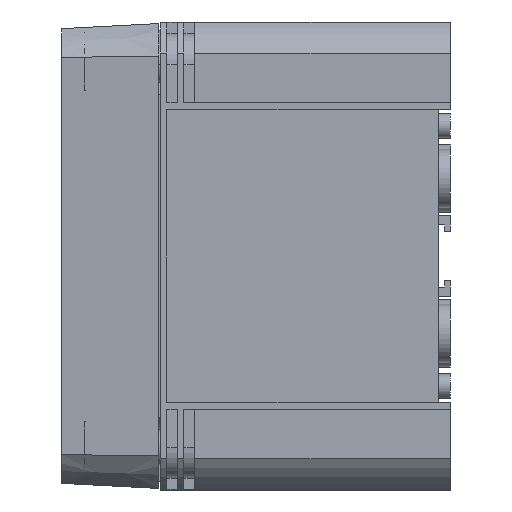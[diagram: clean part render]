
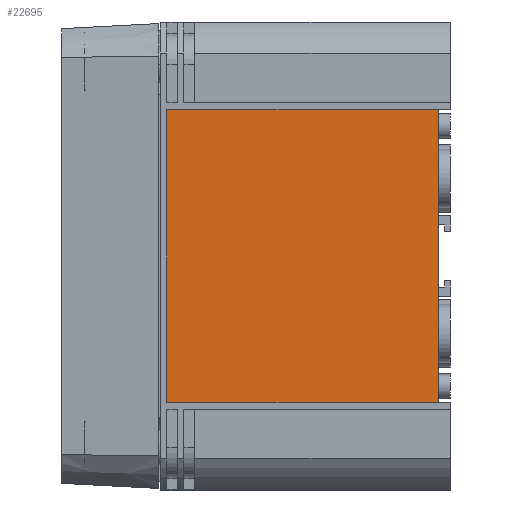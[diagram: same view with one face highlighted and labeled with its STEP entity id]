
A CAD part, left-side view. The second image highlights one B-rep face of the part: STEP entity #22695.
In plain terms, the highlighted planar face has unit normal (-1, 0, 0).
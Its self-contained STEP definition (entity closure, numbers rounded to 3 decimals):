
#2192 = VERTEX_POINT ( 'NONE', #9628 ) ;
#2465 = VERTEX_POINT ( 'NONE', #16696 ) ;
#2667 = CARTESIAN_POINT ( 'NONE',  ( -93.841, 87.5, -47.15 ) ) ;
#3013 = EDGE_CURVE ( 'NONE', #11397, #4628, #13515, .T. ) ;
#3396 = PLANE ( 'NONE',  #8725 ) ;
#3651 = VECTOR ( 'NONE', #25438, 1000. ) ;
#3793 = EDGE_CURVE ( 'NONE', #2192, #11397, #18728, .T. ) ;
#4044 = VECTOR ( 'NONE', #10839, 1000. ) ;
#4468 = EDGE_LOOP ( 'NONE', ( #23036, #22318, #11978, #15425 ) ) ;
#4628 = VERTEX_POINT ( 'NONE', #10025 ) ;
#5410 = DIRECTION ( 'NONE',  ( -1., 0., 0. ) ) ;
#6375 = CARTESIAN_POINT ( 'NONE',  ( -93.841, 87.5, 47.15 ) ) ;
#7578 = LINE ( 'NONE', #15863, #8621 ) ;
#7861 = VECTOR ( 'NONE', #14553, 1000. ) ;
#8621 = VECTOR ( 'NONE', #22055, 1000. ) ;
#8725 = AXIS2_PLACEMENT_3D ( 'NONE', #19526, #5410, #9309 ) ;
#9309 = DIRECTION ( 'NONE',  ( 0., 0., 1. ) ) ;
#9628 = CARTESIAN_POINT ( 'NONE',  ( -93.841, 0., 47.15 ) ) ;
#9827 = EDGE_CURVE ( 'NONE', #4628, #2465, #15082, .T. ) ;
#10025 = CARTESIAN_POINT ( 'NONE',  ( -93.841, 87.5, -47.15 ) ) ;
#10839 = DIRECTION ( 'NONE',  ( 0., 0., -1. ) ) ;
#11397 = VERTEX_POINT ( 'NONE', #21082 ) ;
#11978 = ORIENTED_EDGE ( 'NONE', *, *, #3793, .T. ) ;
#13515 = LINE ( 'NONE', #2667, #4044 ) ;
#13600 = FACE_OUTER_BOUND ( 'NONE', #4468, .T. ) ;
#14553 = DIRECTION ( 'NONE',  ( 0., 1., 0. ) ) ;
#15082 = LINE ( 'NONE', #17221, #3651 ) ;
#15425 = ORIENTED_EDGE ( 'NONE', *, *, #3013, .T. ) ;
#15863 = CARTESIAN_POINT ( 'NONE',  ( -93.841, 0., 0. ) ) ;
#16696 = CARTESIAN_POINT ( 'NONE',  ( -93.841, 0., -47.15 ) ) ;
#17221 = CARTESIAN_POINT ( 'NONE',  ( -93.841, 87.5, -47.15 ) ) ;
#18728 = LINE ( 'NONE', #6375, #7861 ) ;
#19526 = CARTESIAN_POINT ( 'NONE',  ( -93.841, 0., 0. ) ) ;
#19627 = EDGE_CURVE ( 'NONE', #2465, #2192, #7578, .T. ) ;
#21082 = CARTESIAN_POINT ( 'NONE',  ( -93.841, 87.5, 47.15 ) ) ;
#22055 = DIRECTION ( 'NONE',  ( 0., 0., 1. ) ) ;
#22318 = ORIENTED_EDGE ( 'NONE', *, *, #19627, .T. ) ;
#22695 = ADVANCED_FACE ( 'NONE', ( #13600 ), #3396, .T. ) ;
#23036 = ORIENTED_EDGE ( 'NONE', *, *, #9827, .T. ) ;
#25438 = DIRECTION ( 'NONE',  ( 0., -1., 0. ) ) ;
